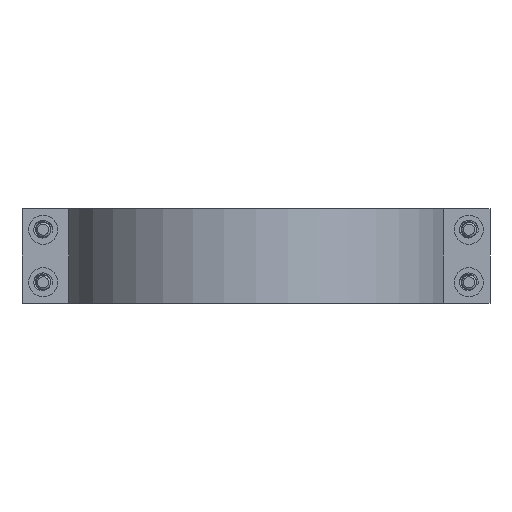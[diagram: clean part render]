
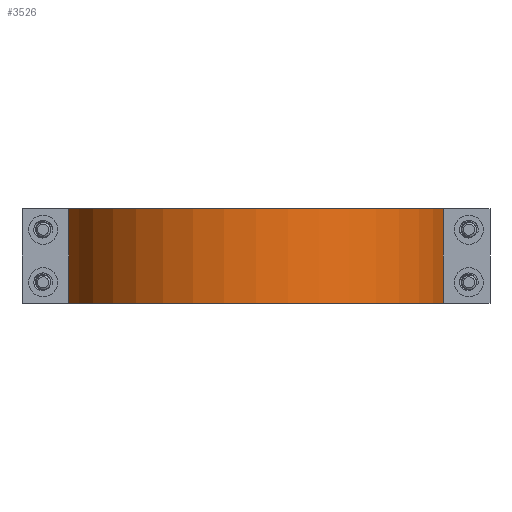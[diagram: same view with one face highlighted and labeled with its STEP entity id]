
A CAD part, left-side view. The second image highlights one B-rep face of the part: STEP entity #3526.
In plain terms, the highlighted cylindrical face has radius 31.75 mm (diameter 63.5 mm), a partial arc.
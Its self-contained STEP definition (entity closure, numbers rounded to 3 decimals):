
#425=CIRCLE('',#3825,31.75);
#426=CIRCLE('',#3826,31.75);
#487=CYLINDRICAL_SURFACE('',#3824,31.75);
#651=FACE_OUTER_BOUND('',#873,.T.);
#873=EDGE_LOOP('',(#2508,#2509,#2510,#2511));
#1110=LINE('',#5002,#1306);
#1111=LINE('',#5008,#1307);
#1306=VECTOR('',#4236,10.);
#1307=VECTOR('',#4243,10.);
#1510=VERTEX_POINT('',#4998);
#1511=VERTEX_POINT('',#5000);
#1512=VERTEX_POINT('',#5004);
#1513=VERTEX_POINT('',#5006);
#1895=EDGE_CURVE('',#1510,#1511,#1110,.T.);
#1896=EDGE_CURVE('',#1512,#1510,#425,.T.);
#1897=EDGE_CURVE('',#1513,#1511,#426,.T.);
#1898=EDGE_CURVE('',#1512,#1513,#1111,.T.);
#2508=ORIENTED_EDGE('',*,*,#1896,.T.);
#2509=ORIENTED_EDGE('',*,*,#1895,.T.);
#2510=ORIENTED_EDGE('',*,*,#1897,.F.);
#2511=ORIENTED_EDGE('',*,*,#1898,.F.);
#3526=ADVANCED_FACE('',(#651),#487,.T.);
#3824=AXIS2_PLACEMENT_3D('',#5003,#4237,#4238);
#3825=AXIS2_PLACEMENT_3D('',#5005,#4239,#4240);
#3826=AXIS2_PLACEMENT_3D('',#5007,#4241,#4242);
#4236=DIRECTION('',(0.,0.,1.));
#4237=DIRECTION('center_axis',(0.,0.,1.));
#4238=DIRECTION('ref_axis',(0.,1.,0.));
#4239=DIRECTION('center_axis',(0.,0.,1.));
#4240=DIRECTION('ref_axis',(0.,1.,0.));
#4241=DIRECTION('center_axis',(0.,0.,1.));
#4242=DIRECTION('ref_axis',(0.,1.,0.));
#4243=DIRECTION('',(0.,0.,1.));
#4998=CARTESIAN_POINT('',(-7.,-30.969,0.));
#5000=CARTESIAN_POINT('',(-7.,-30.969,15.7));
#5002=CARTESIAN_POINT('',(-7.,-30.969,0.));
#5003=CARTESIAN_POINT('Origin',(0.,0.,0.));
#5004=CARTESIAN_POINT('',(-7.,30.969,0.));
#5005=CARTESIAN_POINT('Origin',(0.,0.,0.));
#5006=CARTESIAN_POINT('',(-7.,30.969,15.7));
#5007=CARTESIAN_POINT('Origin',(0.,0.,15.7));
#5008=CARTESIAN_POINT('',(-7.,30.969,0.));
